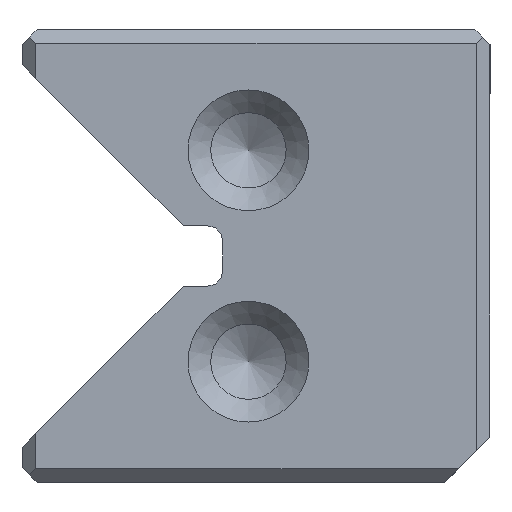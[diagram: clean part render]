
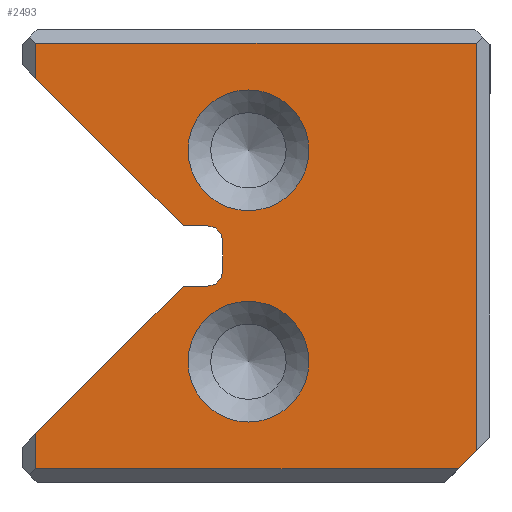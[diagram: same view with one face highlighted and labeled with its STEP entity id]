
A CAD part, left-side view. The second image highlights one B-rep face of the part: STEP entity #2493.
In plain terms, the highlighted planar face has unit normal (-1, 0, 0).
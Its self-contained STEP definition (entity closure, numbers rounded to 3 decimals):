
#2493=ADVANCED_FACE('',(#3490,#3491,#3492),#2907,.T.);
#2907=PLANE('',#9209);
#3165=CIRCLE('',#9205,2.);
#3166=CIRCLE('',#9206,2.);
#3167=CIRCLE('',#9207,0.5);
#3168=CIRCLE('',#9208,0.5);
#3490=FACE_BOUND('',#3766,.T.);
#3491=FACE_BOUND('',#3767,.T.);
#3492=FACE_BOUND('',#3768,.T.);
#3766=EDGE_LOOP('',(#4548));
#3767=EDGE_LOOP('',(#4549));
#3768=EDGE_LOOP('',(#4550,#4551,#4552,#4553,#4554,#4555,#4556,#4557,#4558,
#4559,#4560,#4561,#4562));
#4548=ORIENTED_EDGE('',*,*,#7150,.T.);
#4549=ORIENTED_EDGE('',*,*,#7151,.F.);
#4550=ORIENTED_EDGE('',*,*,#7152,.T.);
#4551=ORIENTED_EDGE('',*,*,#7153,.T.);
#4552=ORIENTED_EDGE('',*,*,#7154,.F.);
#4553=ORIENTED_EDGE('',*,*,#7155,.F.);
#4554=ORIENTED_EDGE('',*,*,#7156,.T.);
#4555=ORIENTED_EDGE('',*,*,#7157,.T.);
#4556=ORIENTED_EDGE('',*,*,#7158,.T.);
#4557=ORIENTED_EDGE('',*,*,#7159,.T.);
#4558=ORIENTED_EDGE('',*,*,#7160,.F.);
#4559=ORIENTED_EDGE('',*,*,#7161,.T.);
#4560=ORIENTED_EDGE('',*,*,#7162,.T.);
#4561=ORIENTED_EDGE('',*,*,#7163,.T.);
#4562=ORIENTED_EDGE('',*,*,#7164,.T.);
#6468=VERTEX_POINT('',#11912);
#6469=VERTEX_POINT('',#11914);
#6470=VERTEX_POINT('',#11916);
#6471=VERTEX_POINT('',#11917);
#6472=VERTEX_POINT('',#11919);
#6473=VERTEX_POINT('',#11921);
#6474=VERTEX_POINT('',#11923);
#6475=VERTEX_POINT('',#11925);
#6476=VERTEX_POINT('',#11927);
#6477=VERTEX_POINT('',#11929);
#6478=VERTEX_POINT('',#11931);
#6479=VERTEX_POINT('',#11933);
#6480=VERTEX_POINT('',#11935);
#6481=VERTEX_POINT('',#11937);
#6482=VERTEX_POINT('',#11939);
#7150=EDGE_CURVE('',#6468,#6468,#3165,.T.);
#7151=EDGE_CURVE('',#6469,#6469,#3166,.T.);
#7152=EDGE_CURVE('',#6470,#6471,#8017,.T.);
#7153=EDGE_CURVE('',#6471,#6472,#8018,.T.);
#7154=EDGE_CURVE('',#6473,#6472,#8019,.T.);
#7155=EDGE_CURVE('',#6474,#6473,#8020,.T.);
#7156=EDGE_CURVE('',#6474,#6475,#3167,.T.);
#7157=EDGE_CURVE('',#6475,#6476,#8021,.T.);
#7158=EDGE_CURVE('',#6476,#6477,#3168,.T.);
#7159=EDGE_CURVE('',#6477,#6478,#8022,.T.);
#7160=EDGE_CURVE('',#6479,#6478,#8023,.T.);
#7161=EDGE_CURVE('',#6479,#6480,#8024,.T.);
#7162=EDGE_CURVE('',#6480,#6481,#8025,.T.);
#7163=EDGE_CURVE('',#6481,#6482,#8026,.T.);
#7164=EDGE_CURVE('',#6482,#6470,#8027,.T.);
#8017=LINE('',#11915,#8679);
#8018=LINE('',#11918,#8680);
#8019=LINE('',#11920,#8681);
#8020=LINE('',#11922,#8682);
#8021=LINE('',#11926,#8683);
#8022=LINE('',#11930,#8684);
#8023=LINE('',#11932,#8685);
#8024=LINE('',#11934,#8686);
#8025=LINE('',#11936,#8687);
#8026=LINE('',#11938,#8688);
#8027=LINE('',#11940,#8689);
#8679=VECTOR('',#9826,1.);
#8680=VECTOR('',#9827,1.);
#8681=VECTOR('',#9828,1.);
#8682=VECTOR('',#9829,1.);
#8683=VECTOR('',#9832,1.);
#8684=VECTOR('',#9835,1.);
#8685=VECTOR('',#9836,1.);
#8686=VECTOR('',#9837,1.);
#8687=VECTOR('',#9838,1.);
#8688=VECTOR('',#9839,1.);
#8689=VECTOR('',#9840,1.);
#9205=AXIS2_PLACEMENT_3D('',#11911,#9822,#9823);
#9206=AXIS2_PLACEMENT_3D('',#11913,#9824,#9825);
#9207=AXIS2_PLACEMENT_3D('',#11924,#9830,#9831);
#9208=AXIS2_PLACEMENT_3D('',#11928,#9833,#9834);
#9209=AXIS2_PLACEMENT_3D('',#11941,#9841,#9842);
#9822=DIRECTION('',(1.,0.,0.));
#9823=DIRECTION('',(0.,0.,-1.));
#9824=DIRECTION('',(-1.,0.,0.));
#9825=DIRECTION('',(0.,0.,1.));
#9826=DIRECTION('',(0.,1.,0.));
#9827=DIRECTION('',(0.,0.,-1.));
#9828=DIRECTION('',(0.,0.707,0.707));
#9829=DIRECTION('',(0.,1.,0.));
#9830=DIRECTION('',(1.,0.,0.));
#9831=DIRECTION('',(0.,0.,1.));
#9832=DIRECTION('',(0.,0.,-1.));
#9833=DIRECTION('',(1.,0.,0.));
#9834=DIRECTION('',(0.,0.,1.));
#9835=DIRECTION('',(0.,1.,0.));
#9836=DIRECTION('',(0.,-0.707,0.707));
#9837=DIRECTION('',(0.,0.,-1.));
#9838=DIRECTION('',(0.,-1.,0.));
#9839=DIRECTION('',(0.,-0.707,0.707));
#9840=DIRECTION('',(0.,0.,1.));
#9841=DIRECTION('',(-1.,0.,0.));
#9842=DIRECTION('',(0.,0.,-1.));
#11911=CARTESIAN_POINT('',(0.,8.,4.));
#11912=CARTESIAN_POINT('',(0.,8.,2.));
#11913=CARTESIAN_POINT('',(0.,8.,11.));
#11914=CARTESIAN_POINT('',(0.,8.,13.));
#11915=CARTESIAN_POINT('',(0.,7.75,14.55));
#11916=CARTESIAN_POINT('',(0.,0.45,14.55));
#11917=CARTESIAN_POINT('',(0.,15.05,14.55));
#11918=CARTESIAN_POINT('',(0.,15.05,0.));
#11919=CARTESIAN_POINT('',(0.,15.05,13.385));
#11920=CARTESIAN_POINT('',(0.,9.165,7.5));
#11921=CARTESIAN_POINT('',(0.,10.165,8.5));
#11922=CARTESIAN_POINT('',(0.,8.85,8.5));
#11923=CARTESIAN_POINT('',(0.,9.35,8.5));
#11924=CARTESIAN_POINT('',(0.,9.35,8.));
#11925=CARTESIAN_POINT('',(0.,8.85,8.));
#11926=CARTESIAN_POINT('',(0.,8.85,8.5));
#11927=CARTESIAN_POINT('',(0.,8.85,7.));
#11928=CARTESIAN_POINT('',(0.,9.35,7.));
#11929=CARTESIAN_POINT('',(0.,9.35,6.5));
#11930=CARTESIAN_POINT('',(0.,8.85,6.5));
#11931=CARTESIAN_POINT('',(0.,10.165,6.5));
#11932=CARTESIAN_POINT('',(0.,17.65,-0.985));
#11933=CARTESIAN_POINT('',(0.,15.05,1.615));
#11934=CARTESIAN_POINT('',(0.,15.05,0.));
#11935=CARTESIAN_POINT('',(0.,15.05,0.45));
#11936=CARTESIAN_POINT('',(0.,7.75,0.45));
#11937=CARTESIAN_POINT('',(0.,1.05,0.45));
#11938=CARTESIAN_POINT('',(0.,4.625,-3.125));
#11939=CARTESIAN_POINT('',(0.,0.45,1.05));
#11940=CARTESIAN_POINT('',(0.,0.45,0.));
#11941=CARTESIAN_POINT('',(0.,7.75,0.));
